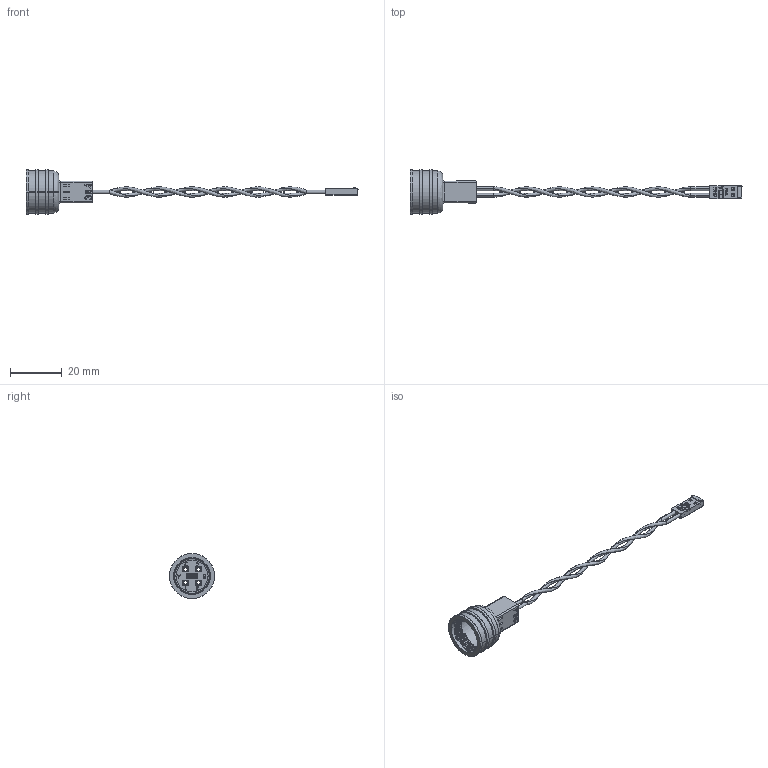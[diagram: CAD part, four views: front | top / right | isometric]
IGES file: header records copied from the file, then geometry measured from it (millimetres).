
Start section: SolidWorks IGES file using analytic representation for surfaces
Global section: file name: CNX_460 _ 02 _ _ XX.IGS; native system: SolidWorks 2018; preprocessor: SolidWorks 2018; author: tstoltenburg; date: 190606.153038; units: inch
Bounding box: 128.47 x 17.4 x 17.4 mm (x, y, z)
Surface area: 4471.1 mm2 (no closed solid volume)
Topology: 0 solids, 0 shells, 1309 faces, 10555 edges, 10547 vertices
Faces by surface type: bspline 1098, revolution 211
